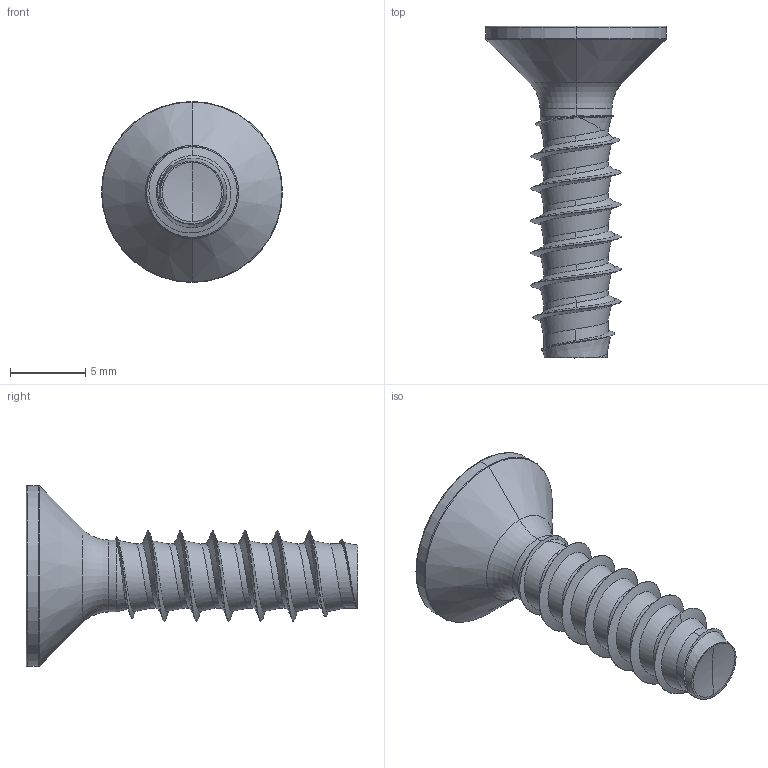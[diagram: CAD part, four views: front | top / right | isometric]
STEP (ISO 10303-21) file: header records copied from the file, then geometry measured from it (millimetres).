
FILE_DESCRIPTION (( 'STEP AP203' ), '1' );
FILE_NAME ('STP330600220.STEP', '2017-08-15T16:49:44', ( '' ), ( '' ), 'SwSTEP 2.0', 'SolidWorks 2015', '' );
FILE_SCHEMA (( 'CONFIG_CONTROL_DESIGN' ));
Length unit declared in the file: millimetre
Products named in the file (1): STP330600220
Bounding box: 12 x 22 x 12 mm (x, y, z)
Volume: 575.6 mm3; surface area: 704.4 mm2
Topology: 1 solids, 1 shells, 173 faces, 390 edges, 219 vertices
Faces by surface type: cylinder 60, bspline 51, sphere 26, plane 22, cone 8, torus 6
Entity records: 17976 total; most frequent: CARTESIAN_POINT 14493, ORIENTED_EDGE 776, DIRECTION 634, EDGE_CURVE 388, AXIS2_PLACEMENT_3D 261, VERTEX_POINT 219, EDGE_LOOP 175, FACE_OUTER_BOUND 173
